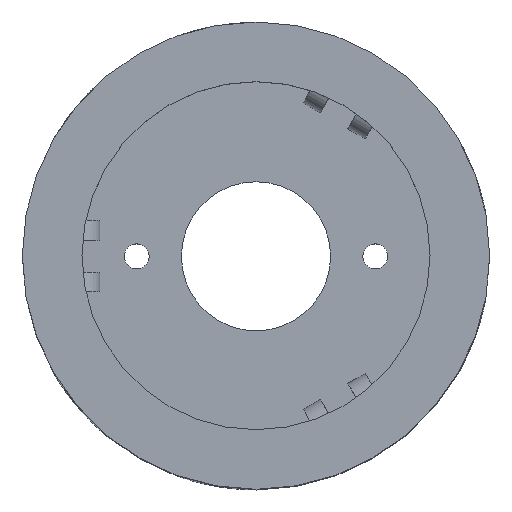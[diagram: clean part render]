
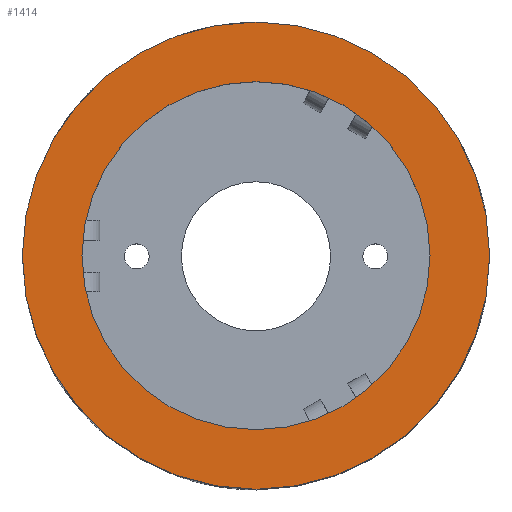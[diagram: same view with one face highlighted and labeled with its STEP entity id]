
A CAD part, top view. The second image highlights one B-rep face of the part: STEP entity #1414.
In plain terms, the highlighted planar face has unit normal (0, 0, 1).
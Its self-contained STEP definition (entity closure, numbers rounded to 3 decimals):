
#33=FACE_BOUND('',#197,.T.);
#70=PLANE('',#1521);
#116=FACE_OUTER_BOUND('',#196,.T.);
#196=EDGE_LOOP('',(#964));
#197=EDGE_LOOP('',(#965));
#311=CIRCLE('',#1522,23.5);
#312=CIRCLE('',#1523,17.5);
#606=VERTEX_POINT('',#2653);
#607=VERTEX_POINT('',#2655);
#749=EDGE_CURVE('',#606,#606,#311,.T.);
#750=EDGE_CURVE('',#607,#607,#312,.T.);
#964=ORIENTED_EDGE('',*,*,#749,.T.);
#965=ORIENTED_EDGE('',*,*,#750,.T.);
#1414=ADVANCED_FACE('',(#116,#33),#70,.T.);
#1521=AXIS2_PLACEMENT_3D('',#2652,#1677,#1678);
#1522=AXIS2_PLACEMENT_3D('',#2654,#1679,#1680);
#1523=AXIS2_PLACEMENT_3D('',#2656,#1681,#1682);
#1677=DIRECTION('center_axis',(0.,0.,1.));
#1678=DIRECTION('ref_axis',(-1.,0.,0.));
#1679=DIRECTION('center_axis',(0.,0.,1.));
#1680=DIRECTION('ref_axis',(1.,0.,0.));
#1681=DIRECTION('center_axis',(0.,0.,-1.));
#1682=DIRECTION('ref_axis',(-1.,0.,0.));
#2652=CARTESIAN_POINT('Origin',(0.,0.,38.));
#2653=CARTESIAN_POINT('',(-23.5,0.,38.));
#2654=CARTESIAN_POINT('Origin',(0.,0.,38.));
#2655=CARTESIAN_POINT('',(17.5,0.,38.));
#2656=CARTESIAN_POINT('Origin',(0.,0.,38.));
